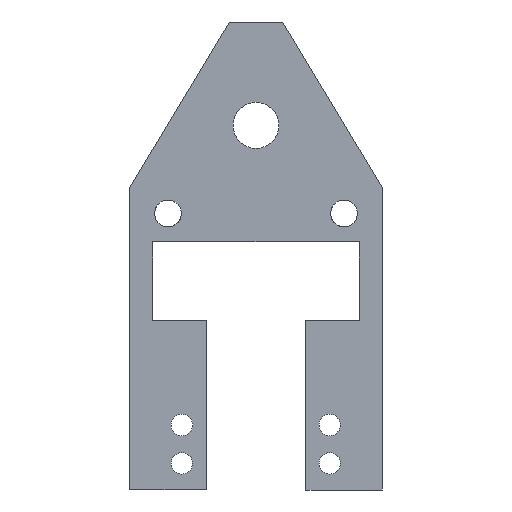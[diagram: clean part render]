
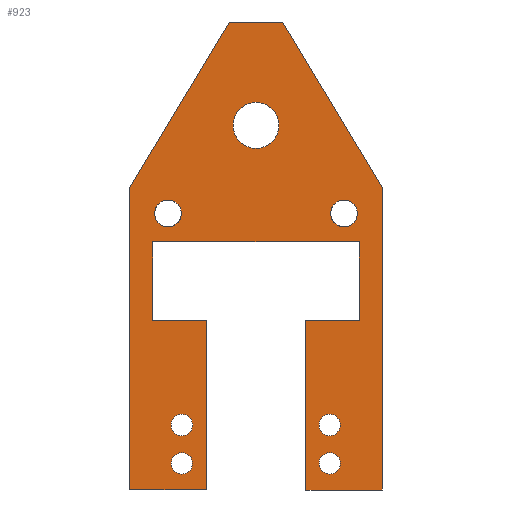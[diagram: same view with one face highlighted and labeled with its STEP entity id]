
A CAD part, front view. The second image highlights one B-rep face of the part: STEP entity #923.
In plain terms, the highlighted planar face has unit normal (0, -1, 0).
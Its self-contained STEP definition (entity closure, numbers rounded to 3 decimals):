
#32=FACE_BOUND('',#173,.T.);
#33=FACE_BOUND('',#174,.T.);
#34=FACE_BOUND('',#175,.T.);
#35=FACE_BOUND('',#176,.T.);
#36=FACE_BOUND('',#177,.T.);
#37=FACE_BOUND('',#178,.T.);
#38=FACE_BOUND('',#179,.T.);
#65=PLANE('',#1024);
#112=FACE_OUTER_BOUND('',#172,.T.);
#172=EDGE_LOOP('',(#844,#845,#846,#847,#848,#849,#850,#851,#852,#853,#854,
#855,#856,#857));
#173=EDGE_LOOP('',(#858));
#174=EDGE_LOOP('',(#859));
#175=EDGE_LOOP('',(#860));
#176=EDGE_LOOP('',(#861));
#177=EDGE_LOOP('',(#862));
#178=EDGE_LOOP('',(#863));
#179=EDGE_LOOP('',(#864));
#219=LINE('',#1470,#306);
#221=LINE('',#1475,#308);
#227=LINE('',#1486,#314);
#229=LINE('',#1490,#316);
#249=LINE('',#1560,#336);
#251=LINE('',#1565,#338);
#254=LINE('',#1570,#341);
#256=LINE('',#1573,#343);
#258=LINE('',#1577,#345);
#259=LINE('',#1580,#346);
#261=LINE('',#1583,#348);
#262=LINE('',#1586,#349);
#264=LINE('',#1590,#351);
#266=LINE('',#1593,#353);
#306=VECTOR('',#1144,10.);
#308=VECTOR('',#1148,10.);
#314=VECTOR('',#1156,10.);
#316=VECTOR('',#1160,10.);
#336=VECTOR('',#1238,10.);
#338=VECTOR('',#1242,10.);
#341=VECTOR('',#1247,10.);
#343=VECTOR('',#1251,10.);
#345=VECTOR('',#1255,10.);
#346=VECTOR('',#1258,10.);
#348=VECTOR('',#1262,10.);
#349=VECTOR('',#1265,10.);
#351=VECTOR('',#1269,10.);
#353=VECTOR('',#1273,10.);
#355=CIRCLE('',#946,1.4);
#357=CIRCLE('',#949,1.4);
#359=CIRCLE('',#952,1.4);
#361=CIRCLE('',#955,1.4);
#363=CIRCLE('',#958,3.);
#364=CIRCLE('',#960,1.75);
#368=CIRCLE('',#965,1.75);
#393=VERTEX_POINT('',#1280);
#395=VERTEX_POINT('',#1286);
#397=VERTEX_POINT('',#1292);
#399=VERTEX_POINT('',#1298);
#401=VERTEX_POINT('',#1304);
#402=VERTEX_POINT('',#1308);
#412=VERTEX_POINT('',#1364);
#439=VERTEX_POINT('',#1462);
#442=VERTEX_POINT('',#1468);
#443=VERTEX_POINT('',#1472);
#444=VERTEX_POINT('',#1474);
#448=VERTEX_POINT('',#1484);
#449=VERTEX_POINT('',#1488);
#470=VERTEX_POINT('',#1559);
#471=VERTEX_POINT('',#1563);
#472=VERTEX_POINT('',#1564);
#473=VERTEX_POINT('',#1569);
#474=VERTEX_POINT('',#1575);
#475=VERTEX_POINT('',#1579);
#476=VERTEX_POINT('',#1585);
#477=VERTEX_POINT('',#1589);
#480=EDGE_CURVE('',#393,#393,#355,.T.);
#483=EDGE_CURVE('',#395,#395,#357,.T.);
#486=EDGE_CURVE('',#397,#397,#359,.T.);
#489=EDGE_CURVE('',#399,#399,#361,.T.);
#492=EDGE_CURVE('',#401,#401,#363,.T.);
#493=EDGE_CURVE('',#402,#402,#364,.T.);
#504=EDGE_CURVE('',#412,#412,#368,.T.);
#546=EDGE_CURVE('',#439,#442,#219,.T.);
#548=EDGE_CURVE('',#444,#443,#221,.T.);
#554=EDGE_CURVE('',#448,#442,#227,.T.);
#556=EDGE_CURVE('',#443,#449,#229,.T.);
#589=EDGE_CURVE('',#449,#470,#249,.T.);
#591=EDGE_CURVE('',#471,#472,#251,.T.);
#594=EDGE_CURVE('',#473,#471,#254,.T.);
#596=EDGE_CURVE('',#472,#444,#256,.T.);
#598=EDGE_CURVE('',#470,#474,#258,.T.);
#599=EDGE_CURVE('',#474,#475,#259,.T.);
#601=EDGE_CURVE('',#475,#439,#261,.T.);
#602=EDGE_CURVE('',#476,#448,#262,.T.);
#604=EDGE_CURVE('',#477,#476,#264,.T.);
#606=EDGE_CURVE('',#477,#473,#266,.T.);
#844=ORIENTED_EDGE('',*,*,#546,.T.);
#845=ORIENTED_EDGE('',*,*,#554,.F.);
#846=ORIENTED_EDGE('',*,*,#602,.F.);
#847=ORIENTED_EDGE('',*,*,#604,.F.);
#848=ORIENTED_EDGE('',*,*,#606,.T.);
#849=ORIENTED_EDGE('',*,*,#594,.T.);
#850=ORIENTED_EDGE('',*,*,#591,.T.);
#851=ORIENTED_EDGE('',*,*,#596,.T.);
#852=ORIENTED_EDGE('',*,*,#548,.T.);
#853=ORIENTED_EDGE('',*,*,#556,.T.);
#854=ORIENTED_EDGE('',*,*,#589,.T.);
#855=ORIENTED_EDGE('',*,*,#598,.T.);
#856=ORIENTED_EDGE('',*,*,#599,.T.);
#857=ORIENTED_EDGE('',*,*,#601,.T.);
#858=ORIENTED_EDGE('',*,*,#480,.T.);
#859=ORIENTED_EDGE('',*,*,#483,.T.);
#860=ORIENTED_EDGE('',*,*,#486,.T.);
#861=ORIENTED_EDGE('',*,*,#489,.T.);
#862=ORIENTED_EDGE('',*,*,#492,.T.);
#863=ORIENTED_EDGE('',*,*,#493,.T.);
#864=ORIENTED_EDGE('',*,*,#504,.T.);
#923=ADVANCED_FACE('',(#112,#32,#33,#34,#35,#36,#37,#38),#65,.F.);
#946=AXIS2_PLACEMENT_3D('',#1282,#1032,#1033);
#949=AXIS2_PLACEMENT_3D('',#1288,#1039,#1040);
#952=AXIS2_PLACEMENT_3D('',#1294,#1046,#1047);
#955=AXIS2_PLACEMENT_3D('',#1300,#1053,#1054);
#958=AXIS2_PLACEMENT_3D('',#1306,#1060,#1061);
#960=AXIS2_PLACEMENT_3D('',#1309,#1064,#1065);
#965=AXIS2_PLACEMENT_3D('',#1365,#1079,#1080);
#1024=AXIS2_PLACEMENT_3D('',#1594,#1274,#1275);
#1032=DIRECTION('center_axis',(0.,1.,0.));
#1033=DIRECTION('ref_axis',(1.,0.,0.));
#1039=DIRECTION('center_axis',(0.,1.,0.));
#1040=DIRECTION('ref_axis',(1.,0.,0.));
#1046=DIRECTION('center_axis',(0.,1.,0.));
#1047=DIRECTION('ref_axis',(1.,0.,0.));
#1053=DIRECTION('center_axis',(0.,1.,0.));
#1054=DIRECTION('ref_axis',(1.,0.,0.));
#1060=DIRECTION('center_axis',(0.,1.,0.));
#1061=DIRECTION('ref_axis',(1.,0.,0.));
#1064=DIRECTION('center_axis',(0.,1.,0.));
#1065=DIRECTION('ref_axis',(-1.,0.,0.));
#1079=DIRECTION('center_axis',(0.,1.,0.));
#1080=DIRECTION('ref_axis',(-1.,0.,0.));
#1144=DIRECTION('',(0.,0.,-1.));
#1148=DIRECTION('',(0.,0.,1.));
#1156=DIRECTION('',(-1.,0.,0.));
#1160=DIRECTION('',(-1.,0.,0.));
#1238=DIRECTION('',(0.,0.,1.));
#1242=DIRECTION('',(0.,0.,-1.));
#1247=DIRECTION('',(-0.514,0.,-0.857));
#1251=DIRECTION('',(1.,0.,0.));
#1255=DIRECTION('',(1.,0.,0.));
#1258=DIRECTION('',(0.,0.,-1.));
#1262=DIRECTION('',(-1.,0.,0.));
#1265=DIRECTION('',(0.,0.,-1.));
#1269=DIRECTION('',(0.514,0.,-0.857));
#1273=DIRECTION('',(-1.,0.,0.));
#1274=DIRECTION('center_axis',(0.,1.,0.));
#1275=DIRECTION('ref_axis',(0.,0.,1.));
#1280=CARTESIAN_POINT('',(-18.538,-16.435,-24.197));
#1282=CARTESIAN_POINT('Origin',(-17.138,-16.435,-24.197));
#1286=CARTESIAN_POINT('',(0.776,-16.435,-29.197));
#1288=CARTESIAN_POINT('Origin',(2.176,-16.435,-29.197));
#1292=CARTESIAN_POINT('',(-18.538,-16.435,-29.197));
#1294=CARTESIAN_POINT('Origin',(-17.138,-16.435,-29.197));
#1298=CARTESIAN_POINT('',(0.776,-16.435,-24.197));
#1300=CARTESIAN_POINT('Origin',(2.176,-16.435,-24.197));
#1304=CARTESIAN_POINT('',(-10.456,-16.435,14.92));
#1306=CARTESIAN_POINT('Origin',(-7.456,-16.435,14.92));
#1308=CARTESIAN_POINT('',(5.794,-16.435,3.42));
#1309=CARTESIAN_POINT('Origin',(4.044,-16.435,3.42));
#1364=CARTESIAN_POINT('',(-17.206,-16.435,3.42));
#1365=CARTESIAN_POINT('Origin',(-18.956,-16.435,3.42));
#1462=CARTESIAN_POINT('',(-0.93,-16.435,-10.581));
#1468=CARTESIAN_POINT('',(-0.93,-16.435,-32.683));
#1470=CARTESIAN_POINT('',(-0.93,-16.435,-19.155));
#1472=CARTESIAN_POINT('',(-13.93,-16.435,-10.581));
#1474=CARTESIAN_POINT('',(-13.93,-16.435,-32.683));
#1475=CARTESIAN_POINT('',(-13.93,-16.435,-3.87));
#1484=CARTESIAN_POINT('',(9.04,-16.435,-32.683));
#1486=CARTESIAN_POINT('',(7.544,-16.435,-32.683));
#1488=CARTESIAN_POINT('',(-20.956,-16.435,-10.581));
#1490=CARTESIAN_POINT('',(-10.229,-16.435,-10.581));
#1559=CARTESIAN_POINT('',(-20.956,-16.435,-0.281));
#1560=CARTESIAN_POINT('',(-20.956,-16.435,-7.245));
#1563=CARTESIAN_POINT('',(-23.951,-16.435,6.753));
#1564=CARTESIAN_POINT('',(-23.951,-16.435,-32.683));
#1565=CARTESIAN_POINT('',(-23.951,-16.435,6.753));
#1569=CARTESIAN_POINT('',(-10.951,-16.435,28.42));
#1570=CARTESIAN_POINT('',(-10.951,-16.435,28.42));
#1573=CARTESIAN_POINT('',(-22.456,-16.435,-32.683));
#1575=CARTESIAN_POINT('',(6.044,-16.435,-0.281));
#1577=CARTESIAN_POINT('',(3.109,-16.435,-0.281));
#1579=CARTESIAN_POINT('',(6.044,-16.435,-10.581));
#1580=CARTESIAN_POINT('',(6.044,-16.435,-7.245));
#1583=CARTESIAN_POINT('',(-10.229,-16.435,-10.581));
#1585=CARTESIAN_POINT('',(9.04,-16.435,6.753));
#1586=CARTESIAN_POINT('',(9.04,-16.435,6.753));
#1589=CARTESIAN_POINT('',(-3.96,-16.435,28.42));
#1590=CARTESIAN_POINT('',(-3.96,-16.435,28.42));
#1593=CARTESIAN_POINT('',(0.704,-16.435,28.42));
#1594=CARTESIAN_POINT('Origin',(0.173,-16.435,-3.909));
